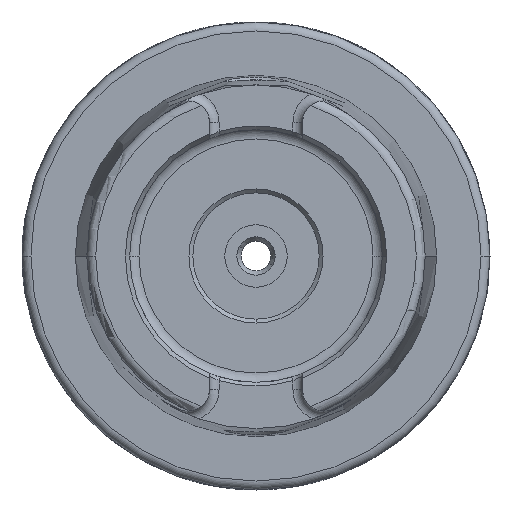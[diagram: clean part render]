
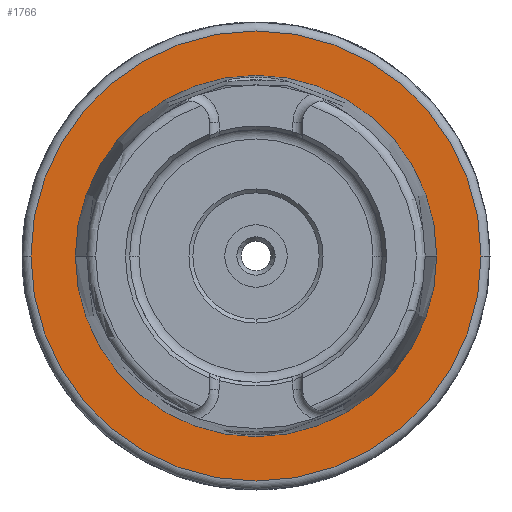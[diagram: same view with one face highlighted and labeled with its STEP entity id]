
A CAD part, left-side view. The second image highlights one B-rep face of the part: STEP entity #1766.
In plain terms, the highlighted planar face has unit normal (-1, 0, 0).
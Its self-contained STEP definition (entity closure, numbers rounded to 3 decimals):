
#227 = AXIS2_PLACEMENT_3D ( 'NONE', #6109, #5455, #5960 ) ;
#429 = AXIS2_PLACEMENT_3D ( 'NONE', #1628, #6971, #7440 ) ;
#487 = CARTESIAN_POINT ( 'NONE',  ( 0., 24.321, 0. ) ) ;
#1009 = CARTESIAN_POINT ( 'NONE',  ( 0., 30.3, 0. ) ) ;
#1070 = CARTESIAN_POINT ( 'NONE',  ( 0., -30.3, 0. ) ) ;
#1302 = EDGE_LOOP ( 'NONE', ( #6290, #2556 ) ) ;
#1547 = EDGE_LOOP ( 'NONE', ( #3085, #7380 ) ) ;
#1628 = CARTESIAN_POINT ( 'NONE',  ( 0., 0., 0. ) ) ;
#1715 = AXIS2_PLACEMENT_3D ( 'NONE', #3041, #5493, #6069 ) ;
#1766 = ADVANCED_FACE ( 'NONE', ( #6669, #3497 ), #2268, .T. ) ;
#1972 = EDGE_CURVE ( 'NONE', #2494, #3278, #5699, .T. ) ;
#1991 = VERTEX_POINT ( 'NONE', #487 ) ;
#2144 = CARTESIAN_POINT ( 'NONE',  ( 0., -24.321, 0. ) ) ;
#2268 = PLANE ( 'NONE',  #3941 ) ;
#2494 = VERTEX_POINT ( 'NONE', #1070 ) ;
#2556 = ORIENTED_EDGE ( 'NONE', *, *, #7144, .T. ) ;
#3041 = CARTESIAN_POINT ( 'NONE',  ( 0., 0., 0. ) ) ;
#3085 = ORIENTED_EDGE ( 'NONE', *, *, #7264, .F. ) ;
#3278 = VERTEX_POINT ( 'NONE', #1009 ) ;
#3443 = CIRCLE ( 'NONE', #1715, 24.321 ) ;
#3497 = FACE_OUTER_BOUND ( 'NONE', #1547, .T. ) ;
#3941 = AXIS2_PLACEMENT_3D ( 'NONE', #4269, #5252, #4635 ) ;
#4124 = VERTEX_POINT ( 'NONE', #2144 ) ;
#4269 = CARTESIAN_POINT ( 'NONE',  ( 0., 24.321, 0. ) ) ;
#4635 = DIRECTION ( 'NONE',  ( 0., -1., 0. ) ) ;
#5190 = AXIS2_PLACEMENT_3D ( 'NONE', #6224, #5568, #5646 ) ;
#5252 = DIRECTION ( 'NONE',  ( -1., 0., 0. ) ) ;
#5455 = DIRECTION ( 'NONE',  ( 1., 0., 0. ) ) ;
#5493 = DIRECTION ( 'NONE',  ( 1., 0., 0. ) ) ;
#5568 = DIRECTION ( 'NONE',  ( 1., 0., 0. ) ) ;
#5646 = DIRECTION ( 'NONE',  ( 0., 1., 0. ) ) ;
#5699 = CIRCLE ( 'NONE', #429, 30.3 ) ;
#5960 = DIRECTION ( 'NONE',  ( 0., 1., 0. ) ) ;
#6069 = DIRECTION ( 'NONE',  ( 0., 1., 0. ) ) ;
#6109 = CARTESIAN_POINT ( 'NONE',  ( 0., 0., 0. ) ) ;
#6224 = CARTESIAN_POINT ( 'NONE',  ( 0., 0., 0. ) ) ;
#6290 = ORIENTED_EDGE ( 'NONE', *, *, #7644, .T. ) ;
#6298 = CIRCLE ( 'NONE', #227, 30.3 ) ;
#6669 = FACE_BOUND ( 'NONE', #1302, .T. ) ;
#6971 = DIRECTION ( 'NONE',  ( 1., 0., 0. ) ) ;
#7144 = EDGE_CURVE ( 'NONE', #4124, #1991, #3443, .T. ) ;
#7264 = EDGE_CURVE ( 'NONE', #3278, #2494, #6298, .T. ) ;
#7297 = CIRCLE ( 'NONE', #5190, 24.321 ) ;
#7380 = ORIENTED_EDGE ( 'NONE', *, *, #1972, .F. ) ;
#7440 = DIRECTION ( 'NONE',  ( 0., 1., 0. ) ) ;
#7644 = EDGE_CURVE ( 'NONE', #1991, #4124, #7297, .T. ) ;
